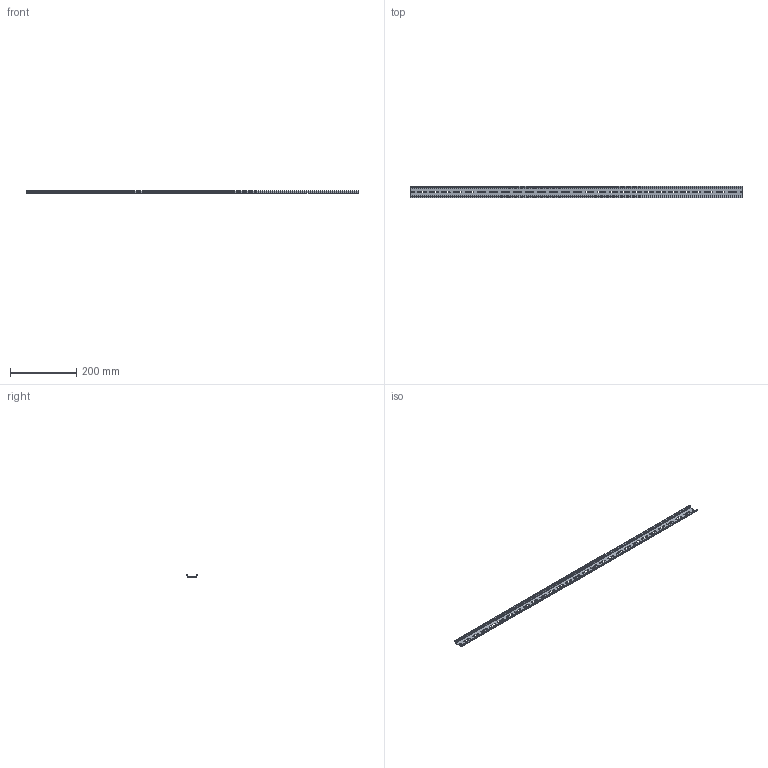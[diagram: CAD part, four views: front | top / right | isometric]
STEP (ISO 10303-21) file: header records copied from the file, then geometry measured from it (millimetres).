
FILE_DESCRIPTION(('CATIA V5 STEP Exchange','CAx-IF Rec.Pracs.--- Model Styling and Organization---1.4--- 2014-01-23'),'2;1');
FILE_NAME ('002195-3_3_0514510000_0514510000.stp','2023-02-07T12:21:30+00:00',('none'),('Weidmueller'),'CATIA Version 5-6 Release 2016 SP3 HF44','CATIA V5 STEP AP214','none');
FILE_SCHEMA(('AUTOMOTIVE_DESIGN { 1 0 10303 214 1 1 1 1 }'));
Length unit declared in the file: millimetre
Products named in the file (1): TS 35X7.5_LL 2M_ST_ZN
Bounding box: 1000 x 35 x 7.5 mm (x, y, z)
Volume: 42332.4 mm3; surface area: 88295.8 mm2
Topology: 1 solids, 1 shells, 138 faces, 408 edges, 272 vertices
Faces by surface type: plane 74, cylinder 64
Entity records: 4392 total; most frequent: CARTESIAN_POINT 828, ORIENTED_EDGE 816, DIRECTION 551, EDGE_CURVE 408, VECTOR 280, LINE 280, VERTEX_POINT 272, AXIS2_PLACEMENT_3D 193
